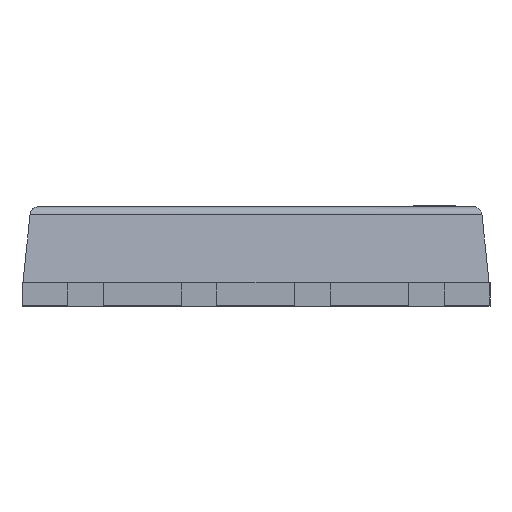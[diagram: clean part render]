
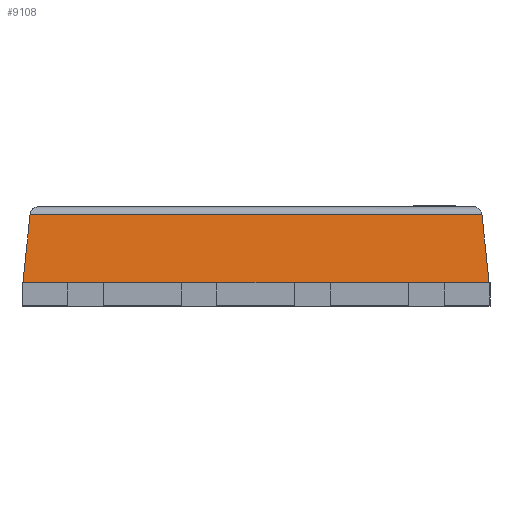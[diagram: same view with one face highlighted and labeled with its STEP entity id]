
A CAD part, front view. The second image highlights one B-rep face of the part: STEP entity #9108.
In plain terms, the highlighted planar face has unit normal (0, -0.995, 0.104).
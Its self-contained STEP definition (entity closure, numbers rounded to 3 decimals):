
#518 = VERTEX_POINT ( 'NONE', #3064 ) ;
#1007 = EDGE_CURVE ( 'NONE', #17528, #18008, #15085, .T. ) ;
#1199 = LINE ( 'NONE', #12678, #15207 ) ;
#1363 = LINE ( 'NONE', #7198, #12595 ) ;
#1906 = CARTESIAN_POINT ( 'NONE',  ( -2.6, -2.93, 0.254 ) ) ;
#2297 = DIRECTION ( 'NONE',  ( 0.104, -0.104, -0.989 ) ) ;
#2346 = VERTEX_POINT ( 'NONE', #5688 ) ;
#3064 = CARTESIAN_POINT ( 'NONE',  ( 2.6, -2.93, 0.254 ) ) ;
#3508 = CARTESIAN_POINT ( 'NONE',  ( -2.52, -2.85, 1.01 ) ) ;
#3651 = CARTESIAN_POINT ( 'NONE',  ( 2.6, -2.93, 0.254 ) ) ;
#4051 = CARTESIAN_POINT ( 'NONE',  ( -2.6, -2.93, 0.254 ) ) ;
#5688 = CARTESIAN_POINT ( 'NONE',  ( 2.52, -2.85, 1.01 ) ) ;
#6480 = DIRECTION ( 'NONE',  ( -0.104, -0.104, -0.989 ) ) ;
#7198 = CARTESIAN_POINT ( 'NONE',  ( -2.511, -2.85, 1.01 ) ) ;
#7911 = EDGE_LOOP ( 'NONE', ( #12140, #16932, #17726, #14585 ) ) ;
#8952 = EDGE_CURVE ( 'NONE', #18008, #518, #1199, .T. ) ;
#9108 = ADVANCED_FACE ( 'NONE', ( #15625 ), #12465, .T. ) ;
#11124 = DIRECTION ( 'NONE',  ( 0., -0.995, 0.105 ) ) ;
#12140 = ORIENTED_EDGE ( 'NONE', *, *, #12510, .F. ) ;
#12465 = PLANE ( 'NONE',  #16129 ) ;
#12510 = EDGE_CURVE ( 'NONE', #2346, #518, #16107, .T. ) ;
#12595 = VECTOR ( 'NONE', #17144, 1000. ) ;
#12678 = CARTESIAN_POINT ( 'NONE',  ( -2.6, -2.93, 0.254 ) ) ;
#12748 = EDGE_CURVE ( 'NONE', #2346, #17528, #1363, .T. ) ;
#13596 = CARTESIAN_POINT ( 'NONE',  ( -2.6, -2.93, 0.254 ) ) ;
#14585 = ORIENTED_EDGE ( 'NONE', *, *, #8952, .T. ) ;
#15085 = LINE ( 'NONE', #13596, #15643 ) ;
#15207 = VECTOR ( 'NONE', #18383, 1000. ) ;
#15260 = VECTOR ( 'NONE', #2297, 1000. ) ;
#15625 = FACE_OUTER_BOUND ( 'NONE', #7911, .T. ) ;
#15643 = VECTOR ( 'NONE', #6480, 1000. ) ;
#16107 = LINE ( 'NONE', #3651, #15260 ) ;
#16129 = AXIS2_PLACEMENT_3D ( 'NONE', #4051, #11124, #16855 ) ;
#16855 = DIRECTION ( 'NONE',  ( 0., -0.105, -0.995 ) ) ;
#16932 = ORIENTED_EDGE ( 'NONE', *, *, #12748, .T. ) ;
#17144 = DIRECTION ( 'NONE',  ( -1., 0., 0. ) ) ;
#17528 = VERTEX_POINT ( 'NONE', #3508 ) ;
#17726 = ORIENTED_EDGE ( 'NONE', *, *, #1007, .T. ) ;
#18008 = VERTEX_POINT ( 'NONE', #1906 ) ;
#18383 = DIRECTION ( 'NONE',  ( 1., 0., 0. ) ) ;
